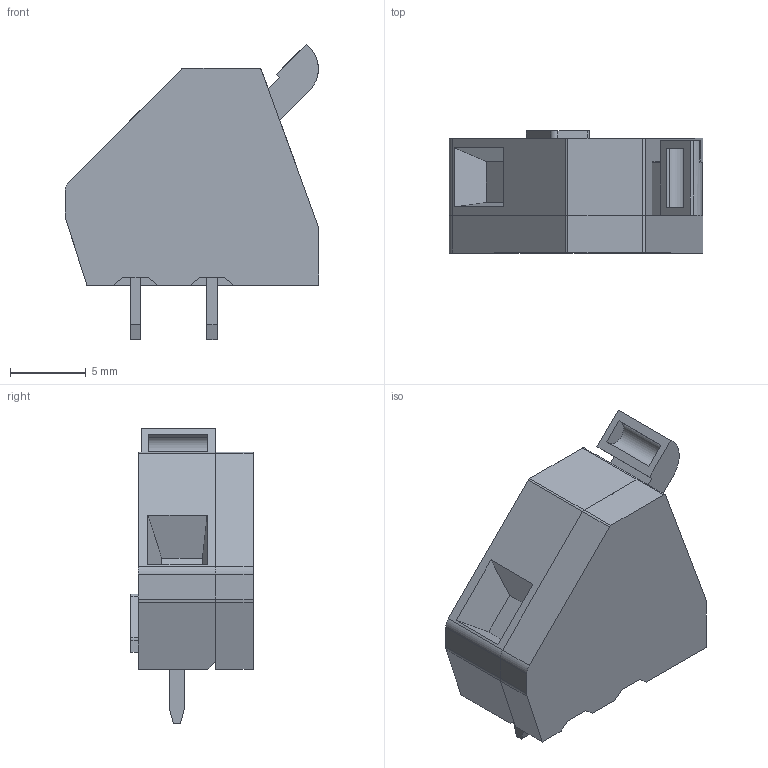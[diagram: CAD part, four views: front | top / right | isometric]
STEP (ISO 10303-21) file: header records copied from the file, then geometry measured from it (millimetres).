
FILE_DESCRIPTION( ( 'STEP AP214' ), '1' );
FILE_NAME( ' ', ' ', ( ' ' ), ( ' ' ), 'PSStep 13.0', 'VISI 18.0', ' ' );
FILE_SCHEMA( ( 'AUTOMOTIVE_DESIGN { 1 0 10303 214 1 1 1 1 }' ) );
Length unit declared in the file: millimetre
Products named in the file (9): 1; 2; 3; 4; 5; 6; 7; 8; 9
Bounding box: 16.75 x 8.07 x 19.49 mm (x, y, z)
Volume: 1334.3 mm3; surface area: 1479 mm2
Topology: 2 solids, 9 shells, 160 faces, 420 edges, 281 vertices
Faces by surface type: plane 108, cylinder 21, torus 19, cone 12
Entity records: 6216 total; most frequent: CARTESIAN_POINT 1024, DIRECTION 776, ORIENTED_EDGE 744, EDGE_CURVE 382, LINE 286, VECTOR 286, VERTEX_POINT 271, AXIS2_PLACEMENT_3D 245
